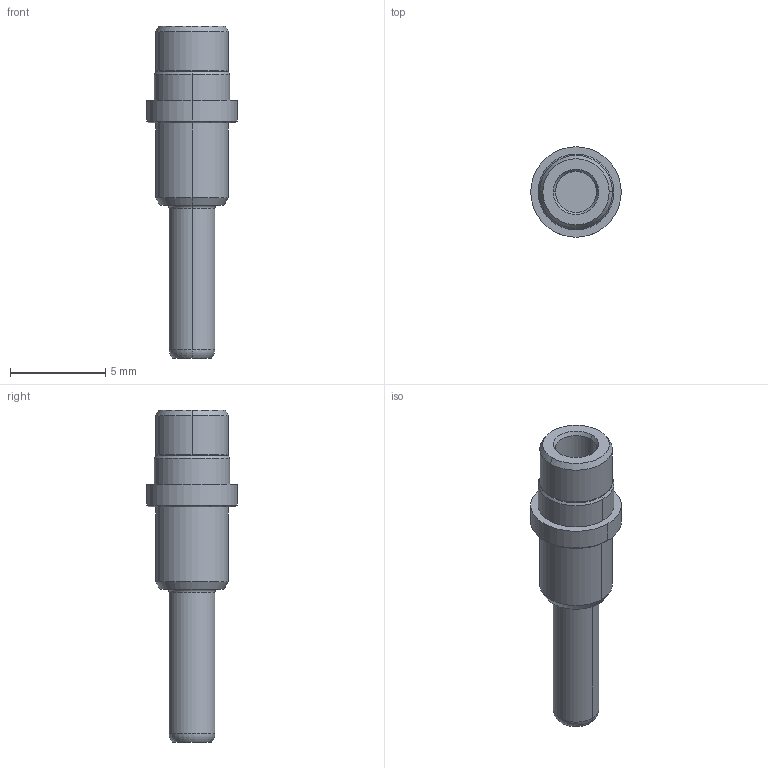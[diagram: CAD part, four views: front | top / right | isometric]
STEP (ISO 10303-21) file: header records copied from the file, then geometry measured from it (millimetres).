
FILE_DESCRIPTION (( 'STEP AP203' ), '1' );
FILE_NAME ('R199.012.021.STEP', '2019-05-23T13:44:13', ( '' ), ( '' ), 'SwSTEP 2.0', 'SolidWorks 2017', '' );
FILE_SCHEMA (( 'CONFIG_CONTROL_DESIGN' ));
Length unit declared in the file: millimetre
Products named in the file (1): R199.012.021
Bounding box: 4.74 x 4.74 x 17.4 mm (x, y, z)
Volume: 140.1 mm3; surface area: 229.1 mm2
Topology: 1 solids, 1 shells, 45 faces, 88 edges, 52 vertices
Faces by surface type: cone 16, cylinder 16, plane 9, torus 4
Entity records: 1235 total; most frequent: DIRECTION 236, CARTESIAN_POINT 186, ORIENTED_EDGE 176, AXIS2_PLACEMENT_3D 102, EDGE_CURVE 88, CIRCLE 56, VERTEX_POINT 52, EDGE_LOOP 52
